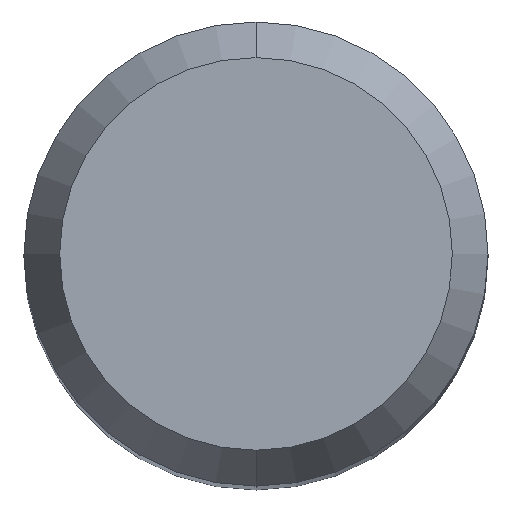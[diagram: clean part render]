
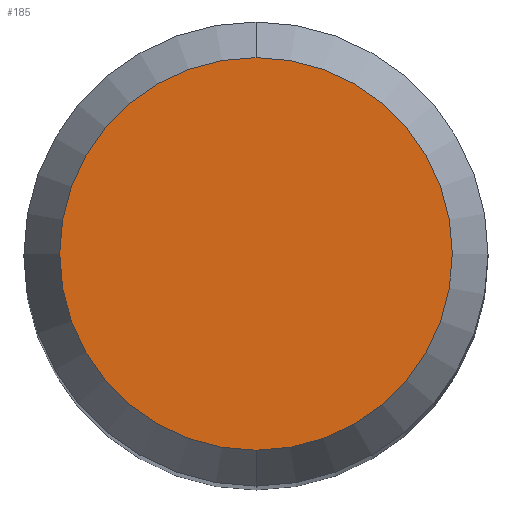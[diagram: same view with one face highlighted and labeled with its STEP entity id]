
A CAD part, top view. The second image highlights one B-rep face of the part: STEP entity #185.
In plain terms, the highlighted planar face has unit normal (0, 0, 1).
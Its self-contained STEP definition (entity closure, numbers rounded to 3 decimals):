
#185=ADVANCED_FACE('',(#462),#463,.T.);
#235=EDGE_CURVE('',#357,#345,#518,.T.);
#333=EDGE_CURVE('',#345,#357,#627,.T.);
#345=VERTEX_POINT('',#640);
#357=VERTEX_POINT('',#652);
#462=FACE_OUTER_BOUND('',#776,.T.);
#463=PLANE('',#777);
#518=CIRCLE('',#916,2.538);
#627=CIRCLE('',#1157,2.538);
#640=CARTESIAN_POINT('',(0.0,2.538,28.762));
#652=CARTESIAN_POINT('',(0.,-2.538,28.762));
#776=EDGE_LOOP('',(#1362,#1363));
#777=AXIS2_PLACEMENT_3D('',#1364,#1365,#1366);
#916=AXIS2_PLACEMENT_3D('',#1418,#1419,#1420);
#1157=AXIS2_PLACEMENT_3D('',#1570,#1571,#1572);
#1362=ORIENTED_EDGE('',*,*,#333,.F.);
#1363=ORIENTED_EDGE('',*,*,#235,.F.);
#1364=CARTESIAN_POINT('',(0.0,1.269,28.762));
#1365=DIRECTION('',(-0.0,0.0,1.0));
#1366=DIRECTION('',(0.0,-1.0,0.0));
#1418=CARTESIAN_POINT('',(0.0,0.0,28.762));
#1419=DIRECTION('',(0.0,0.0,-1.0));
#1420=DIRECTION('',(0.0,1.0,0.0));
#1570=CARTESIAN_POINT('',(0.0,0.0,28.762));
#1571=DIRECTION('',(0.0,0.0,-1.0));
#1572=DIRECTION('',(0.0,1.0,0.0));
